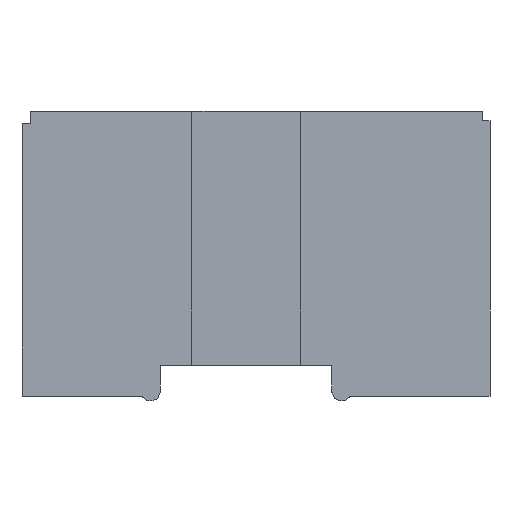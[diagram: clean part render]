
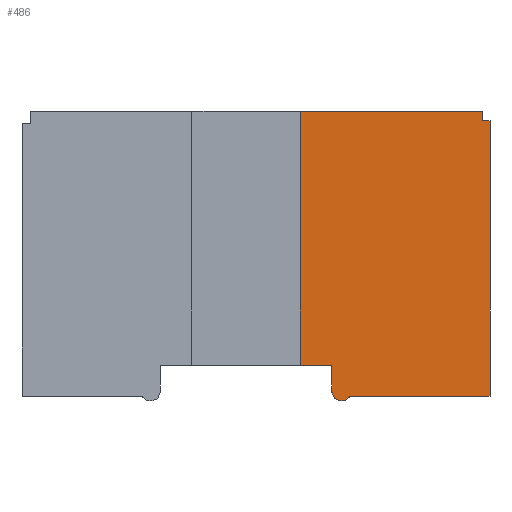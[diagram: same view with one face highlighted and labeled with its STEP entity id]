
A CAD part, left-side view. The second image highlights one B-rep face of the part: STEP entity #486.
In plain terms, the highlighted planar face has unit normal (-1, 0, 0).
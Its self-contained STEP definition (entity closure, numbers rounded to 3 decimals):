
#10 = VECTOR ( 'NONE', #483, 1000. ) ;
#37 = VERTEX_POINT ( 'NONE', #271 ) ;
#48 = CARTESIAN_POINT ( 'NONE',  ( -2.75, -50.3, -1.95 ) ) ;
#49 = DIRECTION ( 'NONE',  ( 0., 1., 0. ) ) ;
#63 = ORIENTED_EDGE ( 'NONE', *, *, #510, .T. ) ;
#94 = ORIENTED_EDGE ( 'NONE', *, *, #430, .F. ) ;
#97 = CARTESIAN_POINT ( 'NONE',  ( -2.75, -50.3, -58.747 ) ) ;
#107 = LINE ( 'NONE', #428, #229 ) ;
#111 = CARTESIAN_POINT ( 'NONE',  ( -2.75, -50.3, -1.95 ) ) ;
#119 = LINE ( 'NONE', #204, #513 ) ;
#134 = LINE ( 'NONE', #652, #145 ) ;
#145 = VECTOR ( 'NONE', #196, 1000. ) ;
#149 = ORIENTED_EDGE ( 'NONE', *, *, #174, .T. ) ;
#152 = CARTESIAN_POINT ( 'NONE',  ( -2.75, -17.735, -60.2 ) ) ;
#163 = CARTESIAN_POINT ( 'NONE',  ( -2.75, -50.3, 0. ) ) ;
#174 = EDGE_CURVE ( 'NONE', #516, #257, #351, .T. ) ;
#184 = CARTESIAN_POINT ( 'NONE',  ( -2.75, -17.7, -52.369 ) ) ;
#186 = DIRECTION ( 'NONE',  ( 0., -1., 0. ) ) ;
#191 = VERTEX_POINT ( 'NONE', #327 ) ;
#196 = DIRECTION ( 'NONE',  ( 0., 0., 1. ) ) ;
#204 = CARTESIAN_POINT ( 'NONE',  ( -2.75, -48.7, 0. ) ) ;
#206 = LINE ( 'NONE', #532, #10 ) ;
#216 = EDGE_CURVE ( 'NONE', #553, #475, #206, .T. ) ;
#221 = VECTOR ( 'NONE', #270, 1000. ) ;
#229 = VECTOR ( 'NONE', #672, 1000. ) ;
#232 = ORIENTED_EDGE ( 'NONE', *, *, #485, .T. ) ;
#245 = VECTOR ( 'NONE', #566, 1000. ) ;
#256 = LINE ( 'NONE', #48, #245 ) ;
#257 = VERTEX_POINT ( 'NONE', #184 ) ;
#258 = ORIENTED_EDGE ( 'NONE', *, *, #527, .T. ) ;
#263 = CARTESIAN_POINT ( 'NONE',  ( -2.75, -21.406, -58.747 ) ) ;
#270 = DIRECTION ( 'NONE',  ( 0., 0., -1. ) ) ;
#271 = CARTESIAN_POINT ( 'NONE',  ( -2.75, -48.7, -1.95 ) ) ;
#279 =( BOUNDED_CURVE ( )  B_SPLINE_CURVE ( 3, ( #506, #152, #606, #263 ),
 .UNSPECIFIED., .F., .F. ) 
 B_SPLINE_CURVE_WITH_KNOTS ( ( 4, 4 ),
 ( 1.585, 4.163 ),
 .UNSPECIFIED. ) 
 CURVE ( )  GEOMETRIC_REPRESENTATION_ITEM ( )  RATIONAL_B_SPLINE_CURVE ( ( 1., 0.519, 0.519, 1. ) ) 
 REPRESENTATION_ITEM ( '' )  );
#280 = VERTEX_POINT ( 'NONE', #284 ) ;
#284 = CARTESIAN_POINT ( 'NONE',  ( -2.75, -17.7, -57.73 ) ) ;
#308 = DIRECTION ( 'NONE',  ( 0., 0., -1. ) ) ;
#312 = AXIS2_PLACEMENT_3D ( 'NONE', #669, #365, #49 ) ;
#327 = CARTESIAN_POINT ( 'NONE',  ( -2.75, -11.15, 0. ) ) ;
#329 = EDGE_CURVE ( 'NONE', #516, #191, #134, .T. ) ;
#351 = LINE ( 'NONE', #498, #384 ) ;
#365 = DIRECTION ( 'NONE',  ( 1., 0., 0. ) ) ;
#372 = DIRECTION ( 'NONE',  ( 0., 1., 0. ) ) ;
#375 = CARTESIAN_POINT ( 'NONE',  ( -2.75, -21.406, -58.747 ) ) ;
#384 = VECTOR ( 'NONE', #186, 1000. ) ;
#410 = ORIENTED_EDGE ( 'NONE', *, *, #329, .F. ) ;
#416 = FACE_OUTER_BOUND ( 'NONE', #593, .T. ) ;
#427 = VERTEX_POINT ( 'NONE', #612 ) ;
#428 = CARTESIAN_POINT ( 'NONE',  ( -2.75, -50.3, -59.703 ) ) ;
#430 = EDGE_CURVE ( 'NONE', #427, #37, #119, .T. ) ;
#446 = VECTOR ( 'NONE', #372, 1000. ) ;
#475 = VERTEX_POINT ( 'NONE', #97 ) ;
#482 = EDGE_CURVE ( 'NONE', #37, #604, #256, .T. ) ;
#483 = DIRECTION ( 'NONE',  ( 0., -1., 0. ) ) ;
#485 = EDGE_CURVE ( 'NONE', #280, #553, #279, .T. ) ;
#486 = ADVANCED_FACE ( 'NONE', ( #416 ), #664, .F. ) ;
#498 = CARTESIAN_POINT ( 'NONE',  ( -2.75, -17.7, -52.369 ) ) ;
#506 = CARTESIAN_POINT ( 'NONE',  ( -2.75, -17.7, -57.73 ) ) ;
#510 = EDGE_CURVE ( 'NONE', #427, #191, #542, .T. ) ;
#513 = VECTOR ( 'NONE', #308, 1000. ) ;
#516 = VERTEX_POINT ( 'NONE', #519 ) ;
#519 = CARTESIAN_POINT ( 'NONE',  ( -2.75, -11.15, -52.369 ) ) ;
#526 = CARTESIAN_POINT ( 'NONE',  ( -2.75, -17.7, -57.73 ) ) ;
#527 = EDGE_CURVE ( 'NONE', #257, #280, #631, .T. ) ;
#532 = CARTESIAN_POINT ( 'NONE',  ( -2.75, -21.406, -58.747 ) ) ;
#542 = LINE ( 'NONE', #163, #446 ) ;
#553 = VERTEX_POINT ( 'NONE', #375 ) ;
#557 = ORIENTED_EDGE ( 'NONE', *, *, #588, .T. ) ;
#566 = DIRECTION ( 'NONE',  ( 0., -1., 0. ) ) ;
#570 = ORIENTED_EDGE ( 'NONE', *, *, #482, .F. ) ;
#588 = EDGE_CURVE ( 'NONE', #475, #604, #107, .T. ) ;
#593 = EDGE_LOOP ( 'NONE', ( #570, #94, #63, #410, #149, #258, #232, #650, #557 ) ) ;
#604 = VERTEX_POINT ( 'NONE', #111 ) ;
#606 = CARTESIAN_POINT ( 'NONE',  ( -2.75, -20.117, -60.853 ) ) ;
#612 = CARTESIAN_POINT ( 'NONE',  ( -2.75, -48.7, 0. ) ) ;
#631 = LINE ( 'NONE', #526, #221 ) ;
#650 = ORIENTED_EDGE ( 'NONE', *, *, #216, .T. ) ;
#652 = CARTESIAN_POINT ( 'NONE',  ( -2.75, -11.15, -59.703 ) ) ;
#664 = PLANE ( 'NONE',  #312 ) ;
#669 = CARTESIAN_POINT ( 'NONE',  ( -2.75, -50.3, -59.703 ) ) ;
#672 = DIRECTION ( 'NONE',  ( 0., 0., 1. ) ) ;
